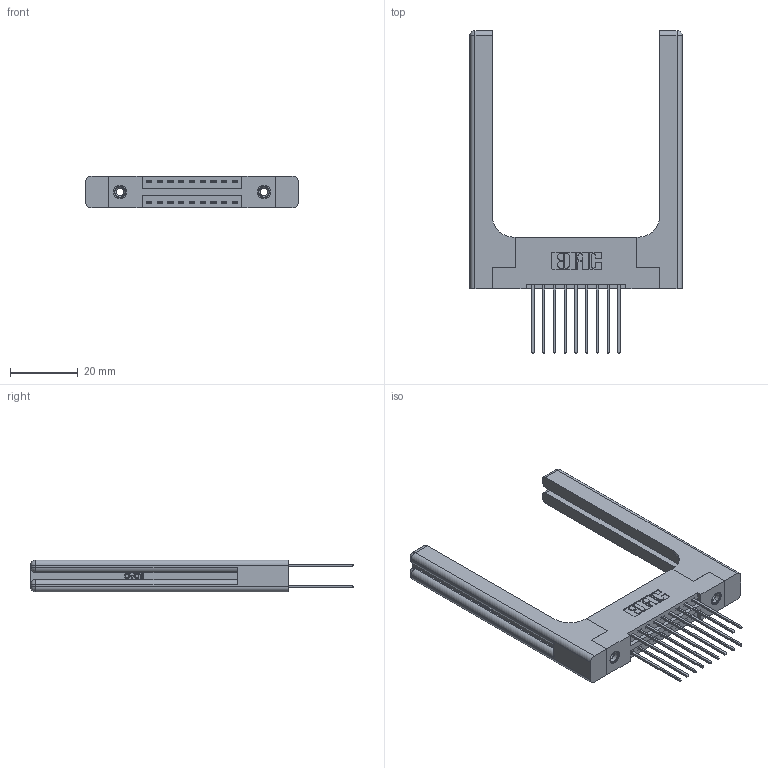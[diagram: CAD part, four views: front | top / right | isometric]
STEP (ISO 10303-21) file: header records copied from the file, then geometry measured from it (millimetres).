
FILE_DESCRIPTION (( 'STEP AP203' ), '1' );
FILE_NAME ('346-018-541-258.STEP', '2022-05-18T17:39:10', ( '' ), ( '' ), 'SwSTEP 2.0', 'SolidWorks 2020', '' );
FILE_SCHEMA (( 'CONFIG_CONTROL_DESIGN' ));
Length unit declared in the file: inch
Products named in the file (5): 346-220-058_345-220-058; 346-018-541-258; 346 Part_Flush Mounting Lugs - 0.156 Dia-TH; 345-250-001_345-250-001-102; 345-292-001_345-293-141
Assembly tree (23 placements, depth 2):
  346-018-541-258
    346 Part_Flush Mounting Lugs - 0.156 Dia-TH
    345-292-001_345-293-141  x18
    345-250-001_345-250-001-102  x2
    346-220-058_345-220-058  x2
Bounding box: 62.64 x 95.25 x 9.4 mm (x, y, z)
Volume: 13430.9 mm3; surface area: 13144.3 mm2
Topology: 23 solids, 23 shells, 1328 faces, 3821 edges, 2502 vertices
Faces by surface type: plane 868, cylinder 400, bspline 36, cone 12, sphere 8, torus 4
Entity records: 15932 total; most frequent: CARTESIAN_POINT 3683, ORIENTED_EDGE 2412, DIRECTION 2230, EDGE_CURVE 1206, VECTOR 946, LINE 946, VERTEX_POINT 794, AXIS2_PLACEMENT_3D 642
